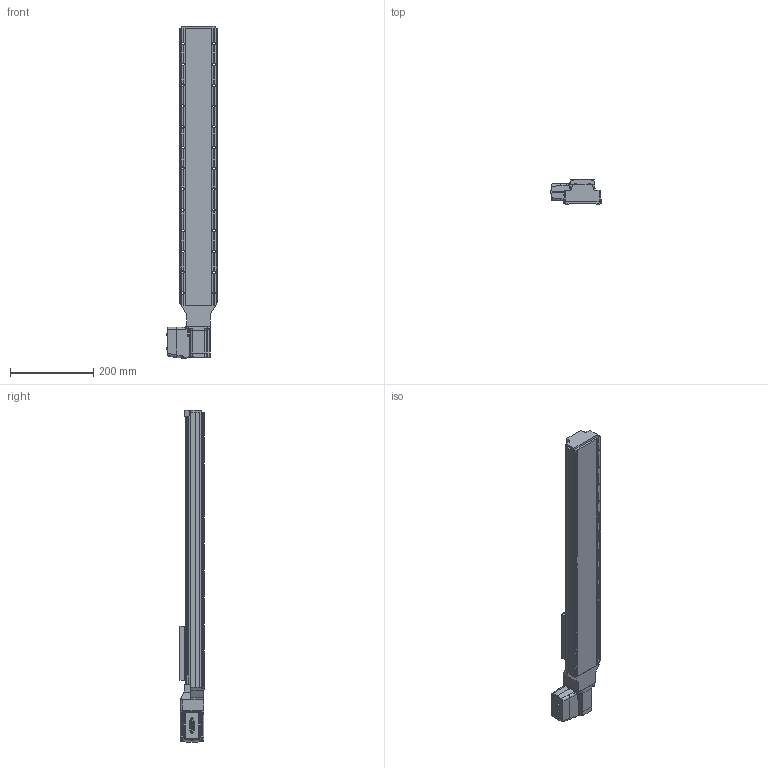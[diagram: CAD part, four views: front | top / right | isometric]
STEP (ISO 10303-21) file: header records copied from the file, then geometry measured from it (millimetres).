
FILE_DESCRIPTION (( 'STEP AP203' ), '1' );
FILE_NAME ('LRT0500xL-CT3A.step', '2023-05-25T20:43:45', ( '' ), ( '' ), 'SwSTEP 2.0', 'SolidWorks 2019', '' );
FILE_SCHEMA (( 'CONFIG_CONTROL_DESIGN' ));
Length unit declared in the file: millimetre
Products named in the file (4): LRT_carriage^LRT_LRT; LRT0500xL-CT3A; LRT_motor^LRT_LRT-T3A; LRT_base^LRT_LRT0500
Assembly tree (3 placements, depth 2):
  LRT0500xL-CT3A
    LRT_base^LRT_LRT0500
    LRT_motor^LRT_LRT-T3A
    LRT_carriage^LRT_LRT
Bounding box: 120.76 x 58 x 799 mm (x, y, z)
Volume: 2916529.9 mm3; surface area: 402321.9 mm2
Topology: 30 solids, 30 shells, 853 faces, 2235 edges, 1480 vertices
Faces by surface type: plane 489, cylinder 336, bspline 18, sphere 4, torus 4, cone 2
Entity records: 27822 total; most frequent: CARTESIAN_POINT 6035, DIRECTION 4481, ORIENTED_EDGE 4438, EDGE_CURVE 2219, AXIS2_PLACEMENT_3D 1551, VERTEX_POINT 1472, VECTOR 1379, LINE 1379
